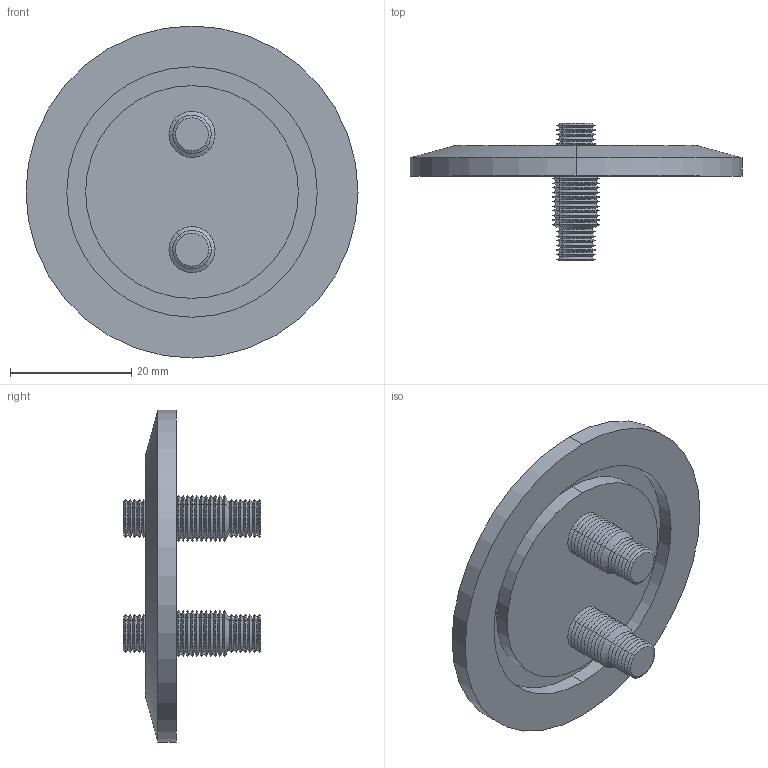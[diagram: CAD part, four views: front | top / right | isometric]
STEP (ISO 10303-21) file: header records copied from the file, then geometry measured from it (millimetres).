
FILE_DESCRIPTION (( 'STEP AP203' ), '1' );
FILE_NAME ('A14340-2-QF.STEP', '2019-06-24T18:37:51', ( '' ), ( '' ), 'SwSTEP 2.0', 'SolidWorks 2019', '' );
FILE_SCHEMA (( 'CONFIG_CONTROL_DESIGN' ));
Length unit declared in the file: inch
Products named in the file (2): A14340-2-QF
Bounding box: 54.86 x 22.75 x 54.86 mm (x, y, z)
Volume: 10741.4 mm3; surface area: 7399.8 mm2
Topology: 1 solids, 1 shells, 218 faces, 434 edges, 226 vertices
Faces by surface type: cone 198, cylinder 10, plane 10
Entity records: 5641 total; most frequent: DIRECTION 1100, CARTESIAN_POINT 880, ORIENTED_EDGE 868, AXIS2_PLACEMENT_3D 446, EDGE_CURVE 434, EDGE_LOOP 226, CIRCLE 226, VERTEX_POINT 226
